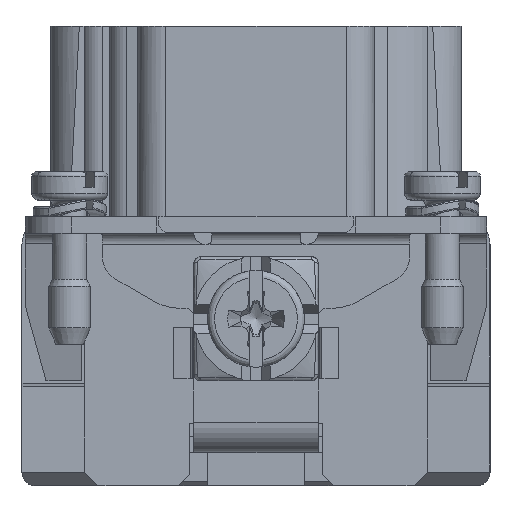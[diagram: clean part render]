
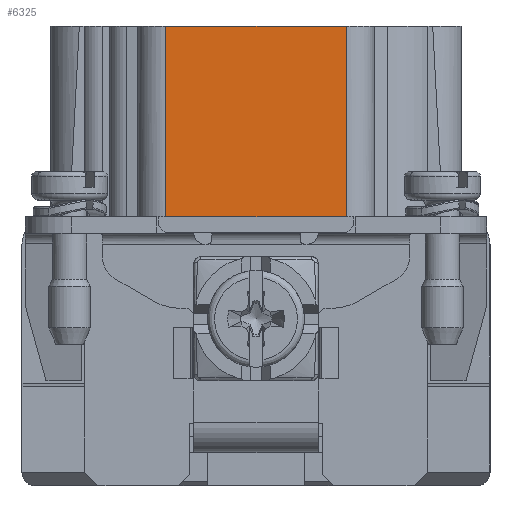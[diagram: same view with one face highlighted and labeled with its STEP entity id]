
A CAD part, left-side view. The second image highlights one B-rep face of the part: STEP entity #6325.
In plain terms, the highlighted planar face has unit normal (-1, 0, 0).
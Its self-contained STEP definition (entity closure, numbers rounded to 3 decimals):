
#6325=ADVANCED_FACE('',(#8609),#7765,.F.);
#7765=PLANE('',#33522);
#8609=FACE_OUTER_BOUND('',#10283,.T.);
#10283=EDGE_LOOP('',(#13644,#13645,#13646,#13647));
#13644=ORIENTED_EDGE('',*,*,#22473,.T.);
#13645=ORIENTED_EDGE('',*,*,#23662,.T.);
#13646=ORIENTED_EDGE('',*,*,#23557,.F.);
#13647=ORIENTED_EDGE('',*,*,#23663,.T.);
#19781=VERTEX_POINT('',#45988);
#19792=VERTEX_POINT('',#46009);
#20711=VERTEX_POINT('',#49507);
#20712=VERTEX_POINT('',#49508);
#22473=EDGE_CURVE('',#19781,#19792,#26461,.T.);
#23557=EDGE_CURVE('',#20711,#20712,#27127,.T.);
#23662=EDGE_CURVE('',#19792,#20712,#27204,.T.);
#23663=EDGE_CURVE('',#20711,#19781,#27205,.T.);
#26461=LINE('',#46010,#28727);
#27127=LINE('',#49506,#29393);
#27204=LINE('',#49706,#29470);
#27205=LINE('',#49707,#29471);
#28727=VECTOR('',#35448,1.);
#29393=VECTOR('',#37248,1.);
#29470=VECTOR('',#37449,1.);
#29471=VECTOR('',#37450,1.);
#33522=AXIS2_PLACEMENT_3D('',#49708,#37451,#37452);
#35448=DIRECTION('',(0.,-1.,0.));
#37248=DIRECTION('',(0.,-1.,0.));
#37449=DIRECTION('',(0.,0.,1.));
#37450=DIRECTION('',(0.,0.,-1.));
#37451=DIRECTION('',(1.,0.,0.));
#37452=DIRECTION('',(0.,0.,-1.));
#45988=CARTESIAN_POINT('',(-42.175,6.55,1.2));
#46009=CARTESIAN_POINT('',(-42.175,-6.55,1.2));
#46010=CARTESIAN_POINT('',(-42.175,8.55,1.2));
#49506=CARTESIAN_POINT('',(-42.175,8.55,15.));
#49507=CARTESIAN_POINT('',(-42.175,6.55,15.));
#49508=CARTESIAN_POINT('',(-42.175,-6.55,15.));
#49706=CARTESIAN_POINT('',(-42.175,-6.55,15.));
#49707=CARTESIAN_POINT('',(-42.175,6.55,15.));
#49708=CARTESIAN_POINT('',(-42.175,8.55,15.));
